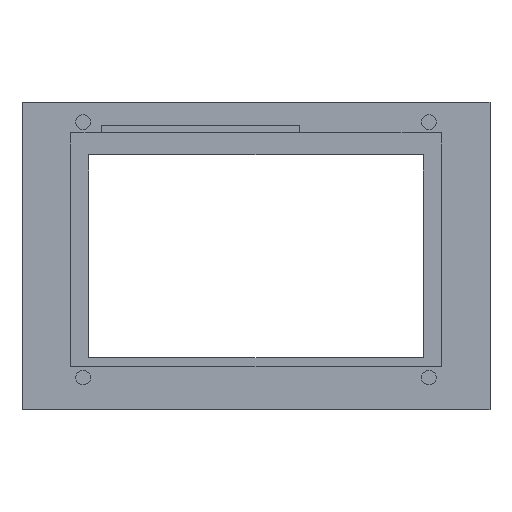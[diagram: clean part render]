
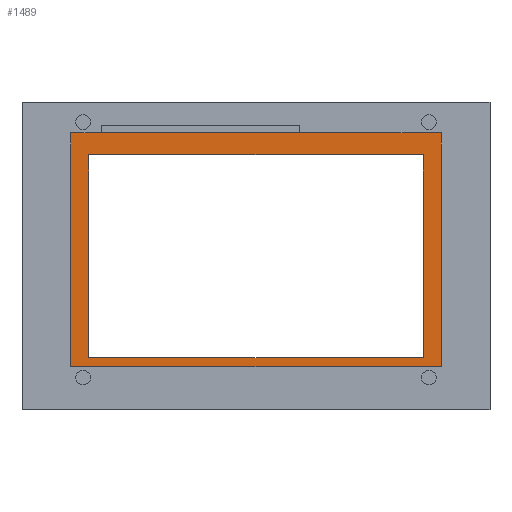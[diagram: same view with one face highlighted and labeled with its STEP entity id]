
A CAD part, top view. The second image highlights one B-rep face of the part: STEP entity #1489.
In plain terms, the highlighted planar face has unit normal (0, 0, 1).
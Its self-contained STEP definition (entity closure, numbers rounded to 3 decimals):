
#158 = PLANE('',#159);
#159 = AXIS2_PLACEMENT_3D('',#160,#161,#162);
#160 = CARTESIAN_POINT('',(21.9,-83.7,1.));
#161 = DIRECTION('',(1.,0.,0.));
#162 = DIRECTION('',(0.,1.,0.));
#186 = PLANE('',#187);
#187 = AXIS2_PLACEMENT_3D('',#188,#189,#190);
#188 = CARTESIAN_POINT('',(21.9,-17.2,1.));
#189 = DIRECTION('',(0.,-1.,0.));
#190 = DIRECTION('',(1.,0.,0.));
#214 = PLANE('',#215);
#215 = AXIS2_PLACEMENT_3D('',#216,#217,#218);
#216 = CARTESIAN_POINT('',(131.6,-17.2,1.));
#217 = DIRECTION('',(-1.,0.,0.));
#218 = DIRECTION('',(0.,-1.,0.));
#240 = PLANE('',#241);
#241 = AXIS2_PLACEMENT_3D('',#242,#243,#244);
#242 = CARTESIAN_POINT('',(131.6,-83.7,1.));
#243 = DIRECTION('',(0.,1.,0.));
#244 = DIRECTION('',(-1.,0.,0.));
#762 = EDGE_CURVE('',#763,#765,#767,.T.);
#763 = VERTEX_POINT('',#764);
#764 = CARTESIAN_POINT('',(21.9,-83.7,1.));
#765 = VERTEX_POINT('',#766);
#766 = CARTESIAN_POINT('',(21.9,-17.2,1.));
#767 = SURFACE_CURVE('',#768,(#772,#779),.PCURVE_S1.);
#768 = LINE('',#769,#770);
#769 = CARTESIAN_POINT('',(21.9,-83.7,1.));
#770 = VECTOR('',#771,1.);
#771 = DIRECTION('',(0.,1.,0.));
#772 = PCURVE('',#158,#773);
#773 = DEFINITIONAL_REPRESENTATION('',(#774),#778);
#774 = LINE('',#775,#776);
#775 = CARTESIAN_POINT('',(0.,0.));
#776 = VECTOR('',#777,1.);
#777 = DIRECTION('',(1.,0.));
#778 = ( GEOMETRIC_REPRESENTATION_CONTEXT(2) 
PARAMETRIC_REPRESENTATION_CONTEXT() REPRESENTATION_CONTEXT('2D SPACE',''
  ) );
#779 = PCURVE('',#780,#785);
#780 = PLANE('',#781);
#781 = AXIS2_PLACEMENT_3D('',#782,#783,#784);
#782 = CARTESIAN_POINT('',(76.75,-48.35,1.));
#783 = DIRECTION('',(-0.,0.,-1.));
#784 = DIRECTION('',(-1.,0.,0.));
#785 = DEFINITIONAL_REPRESENTATION('',(#786),#790);
#786 = LINE('',#787,#788);
#787 = CARTESIAN_POINT('',(54.85,-35.35));
#788 = VECTOR('',#789,1.);
#789 = DIRECTION('',(0.,1.));
#790 = ( GEOMETRIC_REPRESENTATION_CONTEXT(2) 
PARAMETRIC_REPRESENTATION_CONTEXT() REPRESENTATION_CONTEXT('2D SPACE',''
  ) );
#838 = EDGE_CURVE('',#839,#763,#841,.T.);
#839 = VERTEX_POINT('',#840);
#840 = CARTESIAN_POINT('',(131.6,-83.7,1.));
#841 = SURFACE_CURVE('',#842,(#846,#853),.PCURVE_S1.);
#842 = LINE('',#843,#844);
#843 = CARTESIAN_POINT('',(131.6,-83.7,1.));
#844 = VECTOR('',#845,1.);
#845 = DIRECTION('',(-1.,0.,0.));
#846 = PCURVE('',#240,#847);
#847 = DEFINITIONAL_REPRESENTATION('',(#848),#852);
#848 = LINE('',#849,#850);
#849 = CARTESIAN_POINT('',(0.,0.));
#850 = VECTOR('',#851,1.);
#851 = DIRECTION('',(1.,0.));
#852 = ( GEOMETRIC_REPRESENTATION_CONTEXT(2) 
PARAMETRIC_REPRESENTATION_CONTEXT() REPRESENTATION_CONTEXT('2D SPACE',''
  ) );
#853 = PCURVE('',#780,#854);
#854 = DEFINITIONAL_REPRESENTATION('',(#855),#859);
#855 = LINE('',#856,#857);
#856 = CARTESIAN_POINT('',(-54.85,-35.35));
#857 = VECTOR('',#858,1.);
#858 = DIRECTION('',(1.,0.));
#859 = ( GEOMETRIC_REPRESENTATION_CONTEXT(2) 
PARAMETRIC_REPRESENTATION_CONTEXT() REPRESENTATION_CONTEXT('2D SPACE',''
  ) );
#887 = EDGE_CURVE('',#888,#839,#890,.T.);
#888 = VERTEX_POINT('',#889);
#889 = CARTESIAN_POINT('',(131.6,-17.2,1.));
#890 = SURFACE_CURVE('',#891,(#895,#902),.PCURVE_S1.);
#891 = LINE('',#892,#893);
#892 = CARTESIAN_POINT('',(131.6,-17.2,1.));
#893 = VECTOR('',#894,1.);
#894 = DIRECTION('',(0.,-1.,0.));
#895 = PCURVE('',#214,#896);
#896 = DEFINITIONAL_REPRESENTATION('',(#897),#901);
#897 = LINE('',#898,#899);
#898 = CARTESIAN_POINT('',(0.,0.));
#899 = VECTOR('',#900,1.);
#900 = DIRECTION('',(1.,0.));
#901 = ( GEOMETRIC_REPRESENTATION_CONTEXT(2) 
PARAMETRIC_REPRESENTATION_CONTEXT() REPRESENTATION_CONTEXT('2D SPACE',''
  ) );
#902 = PCURVE('',#780,#903);
#903 = DEFINITIONAL_REPRESENTATION('',(#904),#908);
#904 = LINE('',#905,#906);
#905 = CARTESIAN_POINT('',(-54.85,31.15));
#906 = VECTOR('',#907,1.);
#907 = DIRECTION('',(0.,-1.));
#908 = ( GEOMETRIC_REPRESENTATION_CONTEXT(2) 
PARAMETRIC_REPRESENTATION_CONTEXT() REPRESENTATION_CONTEXT('2D SPACE',''
  ) );
#936 = EDGE_CURVE('',#765,#888,#937,.T.);
#937 = SURFACE_CURVE('',#938,(#942,#949),.PCURVE_S1.);
#938 = LINE('',#939,#940);
#939 = CARTESIAN_POINT('',(21.9,-17.2,1.));
#940 = VECTOR('',#941,1.);
#941 = DIRECTION('',(1.,0.,0.));
#942 = PCURVE('',#186,#943);
#943 = DEFINITIONAL_REPRESENTATION('',(#944),#948);
#944 = LINE('',#945,#946);
#945 = CARTESIAN_POINT('',(0.,0.));
#946 = VECTOR('',#947,1.);
#947 = DIRECTION('',(1.,0.));
#948 = ( GEOMETRIC_REPRESENTATION_CONTEXT(2) 
PARAMETRIC_REPRESENTATION_CONTEXT() REPRESENTATION_CONTEXT('2D SPACE',''
  ) );
#949 = PCURVE('',#780,#950);
#950 = DEFINITIONAL_REPRESENTATION('',(#951),#955);
#951 = LINE('',#952,#953);
#952 = CARTESIAN_POINT('',(54.85,31.15));
#953 = VECTOR('',#954,1.);
#954 = DIRECTION('',(-1.,0.));
#955 = ( GEOMETRIC_REPRESENTATION_CONTEXT(2) 
PARAMETRIC_REPRESENTATION_CONTEXT() REPRESENTATION_CONTEXT('2D SPACE',''
  ) );
#1123 = PLANE('',#1124);
#1124 = AXIS2_PLACEMENT_3D('',#1125,#1126,#1127);
#1125 = CARTESIAN_POINT('',(16.,-10.,6.5));
#1126 = DIRECTION('',(0.,-1.,0.));
#1127 = DIRECTION('',(1.,0.,0.));
#1151 = PLANE('',#1152);
#1152 = AXIS2_PLACEMENT_3D('',#1153,#1154,#1155);
#1153 = CARTESIAN_POINT('',(16.,-86.7,6.5));
#1154 = DIRECTION('',(1.,0.,0.));
#1155 = DIRECTION('',(0.,1.,0.));
#1179 = PLANE('',#1180);
#1180 = AXIS2_PLACEMENT_3D('',#1181,#1182,#1183);
#1181 = CARTESIAN_POINT('',(137.5,-86.7,6.5));
#1182 = DIRECTION('',(0.,1.,0.));
#1183 = DIRECTION('',(-1.,0.,0.));
#1207 = PLANE('',#1208);
#1208 = AXIS2_PLACEMENT_3D('',#1209,#1210,#1211);
#1209 = CARTESIAN_POINT('',(137.5,-10.,6.5));
#1210 = DIRECTION('',(-1.,0.,0.));
#1211 = DIRECTION('',(0.,-1.,0.));
#1489 = ADVANCED_FACE('',(#1490,#1584),#780,.F.);
#1490 = FACE_BOUND('',#1491,.F.);
#1491 = EDGE_LOOP('',(#1492,#1517,#1540,#1563));
#1492 = ORIENTED_EDGE('',*,*,#1493,.T.);
#1493 = EDGE_CURVE('',#1494,#1496,#1498,.T.);
#1494 = VERTEX_POINT('',#1495);
#1495 = CARTESIAN_POINT('',(16.,-10.,1.));
#1496 = VERTEX_POINT('',#1497);
#1497 = CARTESIAN_POINT('',(137.5,-10.,1.));
#1498 = SURFACE_CURVE('',#1499,(#1503,#1510),.PCURVE_S1.);
#1499 = LINE('',#1500,#1501);
#1500 = CARTESIAN_POINT('',(16.,-10.,1.));
#1501 = VECTOR('',#1502,1.);
#1502 = DIRECTION('',(1.,0.,0.));
#1503 = PCURVE('',#780,#1504);
#1504 = DEFINITIONAL_REPRESENTATION('',(#1505),#1509);
#1505 = LINE('',#1506,#1507);
#1506 = CARTESIAN_POINT('',(60.75,38.35));
#1507 = VECTOR('',#1508,1.);
#1508 = DIRECTION('',(-1.,0.));
#1509 = ( GEOMETRIC_REPRESENTATION_CONTEXT(2) 
PARAMETRIC_REPRESENTATION_CONTEXT() REPRESENTATION_CONTEXT('2D SPACE',''
  ) );
#1510 = PCURVE('',#1123,#1511);
#1511 = DEFINITIONAL_REPRESENTATION('',(#1512),#1516);
#1512 = LINE('',#1513,#1514);
#1513 = CARTESIAN_POINT('',(0.,-5.5));
#1514 = VECTOR('',#1515,1.);
#1515 = DIRECTION('',(1.,0.));
#1516 = ( GEOMETRIC_REPRESENTATION_CONTEXT(2) 
PARAMETRIC_REPRESENTATION_CONTEXT() REPRESENTATION_CONTEXT('2D SPACE',''
  ) );
#1517 = ORIENTED_EDGE('',*,*,#1518,.T.);
#1518 = EDGE_CURVE('',#1496,#1519,#1521,.T.);
#1519 = VERTEX_POINT('',#1520);
#1520 = CARTESIAN_POINT('',(137.5,-86.7,1.));
#1521 = SURFACE_CURVE('',#1522,(#1526,#1533),.PCURVE_S1.);
#1522 = LINE('',#1523,#1524);
#1523 = CARTESIAN_POINT('',(137.5,-10.,1.));
#1524 = VECTOR('',#1525,1.);
#1525 = DIRECTION('',(0.,-1.,0.));
#1526 = PCURVE('',#780,#1527);
#1527 = DEFINITIONAL_REPRESENTATION('',(#1528),#1532);
#1528 = LINE('',#1529,#1530);
#1529 = CARTESIAN_POINT('',(-60.75,38.35));
#1530 = VECTOR('',#1531,1.);
#1531 = DIRECTION('',(0.,-1.));
#1532 = ( GEOMETRIC_REPRESENTATION_CONTEXT(2) 
PARAMETRIC_REPRESENTATION_CONTEXT() REPRESENTATION_CONTEXT('2D SPACE',''
  ) );
#1533 = PCURVE('',#1207,#1534);
#1534 = DEFINITIONAL_REPRESENTATION('',(#1535),#1539);
#1535 = LINE('',#1536,#1537);
#1536 = CARTESIAN_POINT('',(0.,-5.5));
#1537 = VECTOR('',#1538,1.);
#1538 = DIRECTION('',(1.,0.));
#1539 = ( GEOMETRIC_REPRESENTATION_CONTEXT(2) 
PARAMETRIC_REPRESENTATION_CONTEXT() REPRESENTATION_CONTEXT('2D SPACE',''
  ) );
#1540 = ORIENTED_EDGE('',*,*,#1541,.T.);
#1541 = EDGE_CURVE('',#1519,#1542,#1544,.T.);
#1542 = VERTEX_POINT('',#1543);
#1543 = CARTESIAN_POINT('',(16.,-86.7,1.));
#1544 = SURFACE_CURVE('',#1545,(#1549,#1556),.PCURVE_S1.);
#1545 = LINE('',#1546,#1547);
#1546 = CARTESIAN_POINT('',(137.5,-86.7,1.));
#1547 = VECTOR('',#1548,1.);
#1548 = DIRECTION('',(-1.,0.,0.));
#1549 = PCURVE('',#780,#1550);
#1550 = DEFINITIONAL_REPRESENTATION('',(#1551),#1555);
#1551 = LINE('',#1552,#1553);
#1552 = CARTESIAN_POINT('',(-60.75,-38.35));
#1553 = VECTOR('',#1554,1.);
#1554 = DIRECTION('',(1.,0.));
#1555 = ( GEOMETRIC_REPRESENTATION_CONTEXT(2) 
PARAMETRIC_REPRESENTATION_CONTEXT() REPRESENTATION_CONTEXT('2D SPACE',''
  ) );
#1556 = PCURVE('',#1179,#1557);
#1557 = DEFINITIONAL_REPRESENTATION('',(#1558),#1562);
#1558 = LINE('',#1559,#1560);
#1559 = CARTESIAN_POINT('',(0.,-5.5));
#1560 = VECTOR('',#1561,1.);
#1561 = DIRECTION('',(1.,0.));
#1562 = ( GEOMETRIC_REPRESENTATION_CONTEXT(2) 
PARAMETRIC_REPRESENTATION_CONTEXT() REPRESENTATION_CONTEXT('2D SPACE',''
  ) );
#1563 = ORIENTED_EDGE('',*,*,#1564,.T.);
#1564 = EDGE_CURVE('',#1542,#1494,#1565,.T.);
#1565 = SURFACE_CURVE('',#1566,(#1570,#1577),.PCURVE_S1.);
#1566 = LINE('',#1567,#1568);
#1567 = CARTESIAN_POINT('',(16.,-86.7,1.));
#1568 = VECTOR('',#1569,1.);
#1569 = DIRECTION('',(0.,1.,0.));
#1570 = PCURVE('',#780,#1571);
#1571 = DEFINITIONAL_REPRESENTATION('',(#1572),#1576);
#1572 = LINE('',#1573,#1574);
#1573 = CARTESIAN_POINT('',(60.75,-38.35));
#1574 = VECTOR('',#1575,1.);
#1575 = DIRECTION('',(0.,1.));
#1576 = ( GEOMETRIC_REPRESENTATION_CONTEXT(2) 
PARAMETRIC_REPRESENTATION_CONTEXT() REPRESENTATION_CONTEXT('2D SPACE',''
  ) );
#1577 = PCURVE('',#1151,#1578);
#1578 = DEFINITIONAL_REPRESENTATION('',(#1579),#1583);
#1579 = LINE('',#1580,#1581);
#1580 = CARTESIAN_POINT('',(0.,-5.5));
#1581 = VECTOR('',#1582,1.);
#1582 = DIRECTION('',(1.,0.));
#1583 = ( GEOMETRIC_REPRESENTATION_CONTEXT(2) 
PARAMETRIC_REPRESENTATION_CONTEXT() REPRESENTATION_CONTEXT('2D SPACE',''
  ) );
#1584 = FACE_BOUND('',#1585,.F.);
#1585 = EDGE_LOOP('',(#1586,#1587,#1588,#1589));
#1586 = ORIENTED_EDGE('',*,*,#936,.F.);
#1587 = ORIENTED_EDGE('',*,*,#762,.F.);
#1588 = ORIENTED_EDGE('',*,*,#838,.F.);
#1589 = ORIENTED_EDGE('',*,*,#887,.F.);
